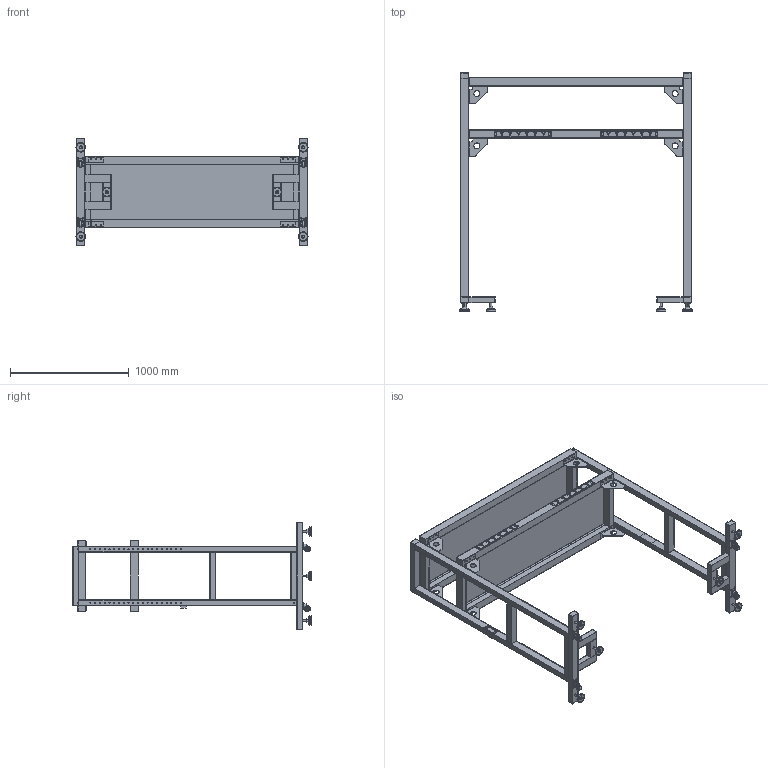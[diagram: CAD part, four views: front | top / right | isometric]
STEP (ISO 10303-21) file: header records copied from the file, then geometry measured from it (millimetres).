
FILE_DESCRIPTION (( 'STEP AP203' ), '1' );
FILE_NAME ('516208.STEP', '2025-07-03T03:19:23', ( '' ), ( '' ), 'SwSTEP 2.0', 'SolidWorks 2020', '' );
FILE_SCHEMA (( 'CONFIG_CONTROL_DESIGN' ));
Length unit declared in the file: millimetre
Products named in the file (1): 516208
Bounding box: 1949.93 x 2001 x 900 mm (x, y, z)
Volume: 21709455.4 mm3; surface area: 14982425.7 mm2
Topology: 59 solids, 59 shells, 2531 faces, 6584 edges, 4320 vertices
Faces by surface type: plane 1423, cylinder 1048, torus 48, cone 12
Entity records: 78939 total; most frequent: DIRECTION 13796, CARTESIAN_POINT 13532, ORIENTED_EDGE 13168, EDGE_CURVE 6584, AXIS2_PLACEMENT_3D 4712, VECTOR 4372, LINE 4372, VERTEX_POINT 4320
